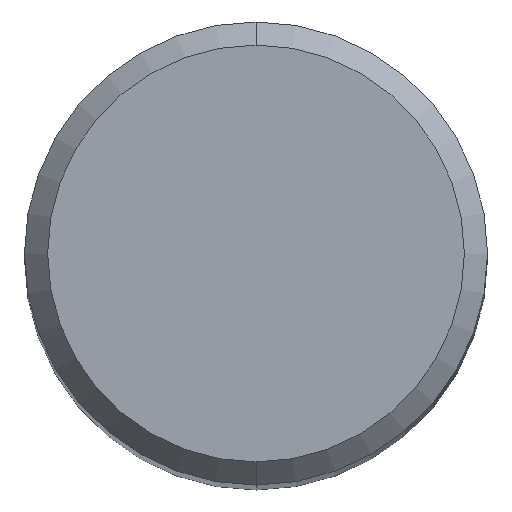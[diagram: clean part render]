
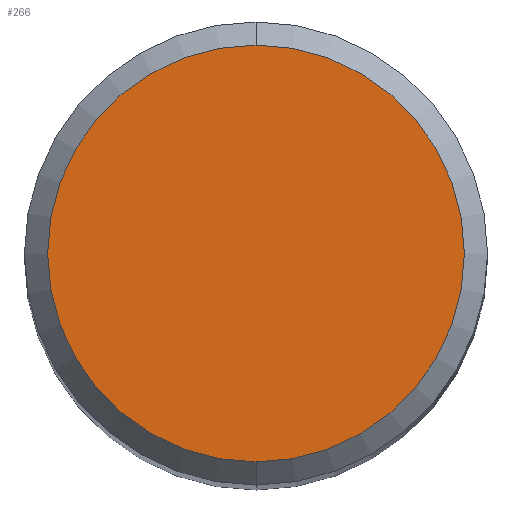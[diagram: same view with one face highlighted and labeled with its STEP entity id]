
A CAD part, top view. The second image highlights one B-rep face of the part: STEP entity #266.
In plain terms, the highlighted planar face has unit normal (0, 0, 1).
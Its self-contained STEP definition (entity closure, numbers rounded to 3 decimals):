
#266=ADVANCED_FACE('',(#580),#581,.T.);
#306=VERTEX_POINT('',#628);
#326=EDGE_CURVE('',#306,#372,#649,.T.);
#372=VERTEX_POINT('',#698);
#404=EDGE_CURVE('',#372,#306,#734,.T.);
#580=FACE_OUTER_BOUND('',#1032,.T.);
#581=PLANE('',#1033);
#628=CARTESIAN_POINT('',(0.0,4.5,0.0));
#649=CIRCLE('',#1174,4.5);
#698=CARTESIAN_POINT('',(0.,-4.5,0.0));
#734=CIRCLE('',#1346,4.5);
#1032=EDGE_LOOP('',(#1597,#1598));
#1033=AXIS2_PLACEMENT_3D('',#1599,#1600,#1601);
#1174=AXIS2_PLACEMENT_3D('',#1695,#1696,#1697);
#1346=AXIS2_PLACEMENT_3D('',#1775,#1776,#1777);
#1597=ORIENTED_EDGE('',*,*,#326,.F.);
#1598=ORIENTED_EDGE('',*,*,#404,.F.);
#1599=CARTESIAN_POINT('',(0.0,2.25,0.0));
#1600=DIRECTION('',(-0.0,0.0,1.0));
#1601=DIRECTION('',(0.0,-1.0,0.0));
#1695=CARTESIAN_POINT('',(0.0,0.0,0.0));
#1696=DIRECTION('',(0.0,0.0,-1.0));
#1697=DIRECTION('',(0.0,1.0,0.0));
#1775=CARTESIAN_POINT('',(0.0,0.0,0.0));
#1776=DIRECTION('',(0.0,0.0,-1.0));
#1777=DIRECTION('',(0.0,1.0,0.0));
